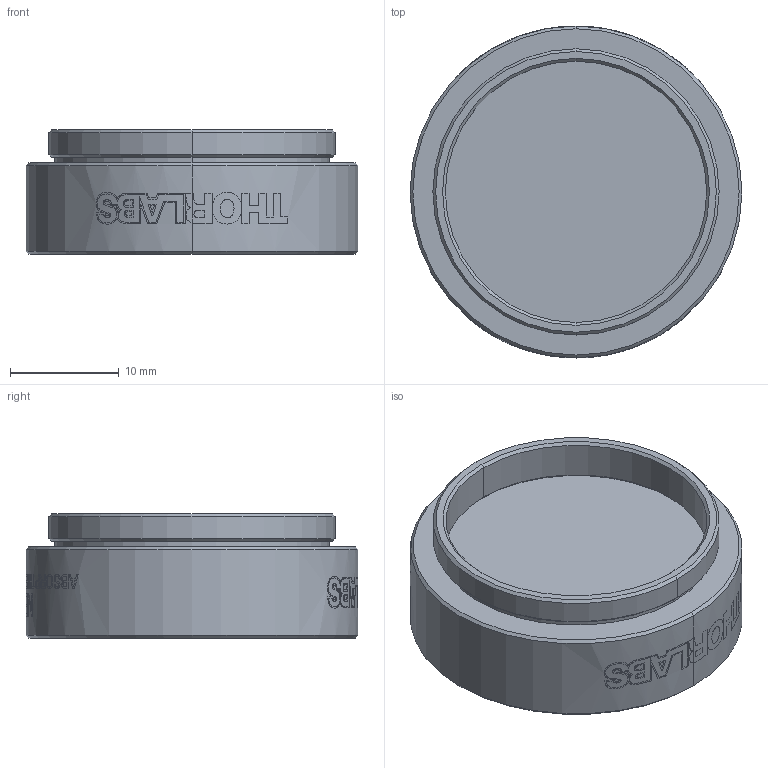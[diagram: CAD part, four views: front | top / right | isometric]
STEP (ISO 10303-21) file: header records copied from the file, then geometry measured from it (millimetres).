
FILE_DESCRIPTION (( 'STEP AP203' ), '1' );
FILE_NAME ('TTN195857-E0W.STEP', '2023-03-06T17:19:49', ( '' ), ( '' ), 'SwSTEP 2.0', 'SolidWorks 2022', '' );
FILE_SCHEMA (( 'CONFIG_CONTROL_DESIGN' ));
Length unit declared in the file: inch
Products named in the file (1): TTN195857-E0W
Bounding box: 30.48 x 30.48 x 11.43 mm (x, y, z)
Volume: 2732.7 mm3; surface area: 4190.9 mm2
Topology: 3 solids, 3 shells, 126 faces, 600 edges, 535 vertices
Faces by surface type: cylinder 75, cone 30, plane 21
Entity records: 9187 total; most frequent: CARTESIAN_POINT 4168, ORIENTED_EDGE 1200, DIRECTION 863, EDGE_CURVE 600, VERTEX_POINT 535, AXIS2_PLACEMENT_3D 351, CIRCLE 224, B_SPLINE_CURVE_WITH_KNOTS 215
